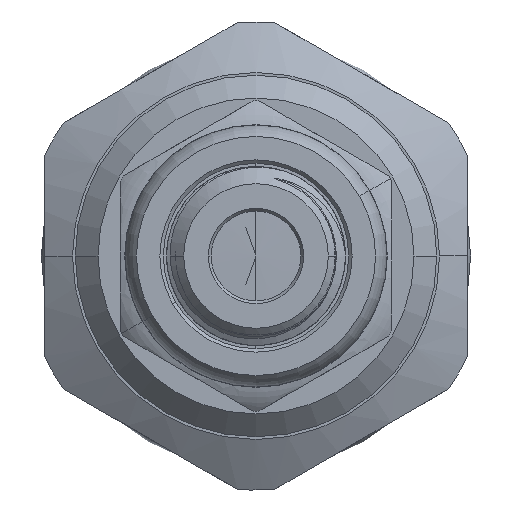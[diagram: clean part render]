
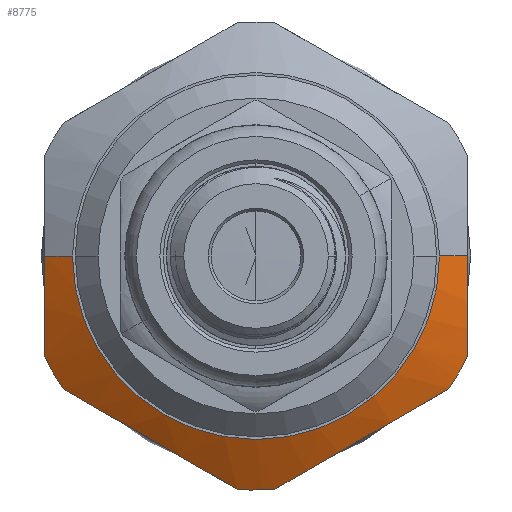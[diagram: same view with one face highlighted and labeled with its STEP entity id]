
A CAD part, left-side view. The second image highlights one B-rep face of the part: STEP entity #8775.
In plain terms, the highlighted conical face has half-angle 60 degrees and reference radius 9.642 mm.
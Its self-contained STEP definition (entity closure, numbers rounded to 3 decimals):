
#46 = CARTESIAN_POINT ( 'NONE',  ( 12.97, -11.11, -2.222 ) ) ;
#344 = CARTESIAN_POINT ( 'NONE',  ( 13.535, 0.984, -12.261 ) ) ;
#403 = CARTESIAN_POINT ( 'NONE',  ( 12.912, 4.004, -10.517 ) ) ;
#667 = CARTESIAN_POINT ( 'NONE',  ( 13.535, -10.126, -6.983 ) ) ;
#1101 = EDGE_CURVE ( 'NONE', #3012, #12366, #3938, .T. ) ;
#1203 = CIRCLE ( 'NONE', #7052, 12.3 ) ;
#1315 = CARTESIAN_POINT ( 'NONE',  ( 13.535, -11.11, -5.278 ) ) ;
#1430 = CARTESIAN_POINT ( 'NONE',  ( 12.848, 11.11, -0.443 ) ) ;
#1758 = CARTESIAN_POINT ( 'NONE',  ( 13.535, -0.984, -12.261 ) ) ;
#1838 = CARTESIAN_POINT ( 'NONE',  ( 12., 9.642, 0. ) ) ;
#1943 = CARTESIAN_POINT ( 'NONE',  ( 13.32, -9.377, -7.415 ) ) ;
#2227 = DIRECTION ( 'NONE',  ( 0., 1., 0. ) ) ;
#2763 = DIRECTION ( 'NONE',  ( 0., -1., 0. ) ) ;
#2779 = ORIENTED_EDGE ( 'NONE', *, *, #15443, .F. ) ;
#2973 = DIRECTION ( 'NONE',  ( -1., 0., 0. ) ) ;
#3012 = VERTEX_POINT ( 'NONE', #344 ) ;
#3119 = CARTESIAN_POINT ( 'NONE',  ( 13.32, -1.735, -11.827 ) ) ;
#3139 = ORIENTED_EDGE ( 'NONE', *, *, #1101, .F. ) ;
#3235 = ORIENTED_EDGE ( 'NONE', *, *, #11496, .T. ) ;
#3501 = DIRECTION ( 'NONE',  ( 0., -1., 0. ) ) ;
#3780 = CARTESIAN_POINT ( 'NONE',  ( 12.848, -11.11, -0.443 ) ) ;
#3938 = B_SPLINE_CURVE_WITH_KNOTS ( 'NONE', 3,
 ( #5355, #10420, #9128, #403, #10209, #11623, #4030, #13903, #9020, #5401, #11514, #12671 ),
 .UNSPECIFIED., .F., .F.,
 ( 4, 2, 2, 2, 2, 4 ),
 ( 0., 0.003, 0.006, 0.007, 0.008, 0.011 ),
 .UNSPECIFIED. ) ;
#3948 = CARTESIAN_POINT ( 'NONE',  ( 13.535, 11.11, -5.278 ) ) ;
#4030 = CARTESIAN_POINT ( 'NONE',  ( 12.862, 6.312, -9.184 ) ) ;
#4222 = ORIENTED_EDGE ( 'NONE', *, *, #7846, .F. ) ;
#4446 = AXIS2_PLACEMENT_3D ( 'NONE', #5231, #11497, #5335 ) ;
#4757 = FACE_OUTER_BOUND ( 'NONE', #10845, .T. ) ;
#4946 = CARTESIAN_POINT ( 'NONE',  ( 12.924, -11.11, -1.775 ) ) ;
#5009 = VERTEX_POINT ( 'NONE', #8360 ) ;
#5167 = ORIENTED_EDGE ( 'NONE', *, *, #5487, .T. ) ;
#5231 = CARTESIAN_POINT ( 'NONE',  ( 13.535, 0., 0. ) ) ;
#5260 = CIRCLE ( 'NONE', #4446, 12.3 ) ;
#5262 = DIRECTION ( 'NONE',  ( -1., 0., 0. ) ) ;
#5335 = DIRECTION ( 'NONE',  ( 0., -1., 0. ) ) ;
#5355 = CARTESIAN_POINT ( 'NONE',  ( 13.535, 0.984, -12.261 ) ) ;
#5357 = CIRCLE ( 'NONE', #9511, 12.3 ) ;
#5401 = CARTESIAN_POINT ( 'NONE',  ( 13.146, 8.617, -7.853 ) ) ;
#5487 = EDGE_CURVE ( 'NONE', #5009, #15541, #5260, .T. ) ;
#5607 = CARTESIAN_POINT ( 'NONE',  ( 12.848, -6.341, -9.168 ) ) ;
#5769 = CARTESIAN_POINT ( 'NONE',  ( 13.148, -8.623, -7.85 ) ) ;
#6104 = DIRECTION ( 'NONE',  ( -1., 0., 0. ) ) ;
#6130 = CARTESIAN_POINT ( 'NONE',  ( 12., 9.642, 0. ) ) ;
#6289 = VERTEX_POINT ( 'NONE', #12755 ) ;
#6363 = DIRECTION ( 'NONE',  ( 0.5, -0.866, 0. ) ) ;
#6418 = CARTESIAN_POINT ( 'NONE',  ( 13.322, 11.11, -4.42 ) ) ;
#7052 = AXIS2_PLACEMENT_3D ( 'NONE', #10468, #2973, #2763 ) ;
#7081 = ORIENTED_EDGE ( 'NONE', *, *, #9079, .T. ) ;
#7316 = VERTEX_POINT ( 'NONE', #6130 ) ;
#7322 = CARTESIAN_POINT ( 'NONE',  ( 12., 0., 0. ) ) ;
#7749 = ORIENTED_EDGE ( 'NONE', *, *, #15551, .F. ) ;
#7780 = B_SPLINE_CURVE_WITH_KNOTS ( 'NONE', 3,
 ( #15026, #3780, #12532, #4946, #46, #13648, #8821, #1315 ),
 .UNSPECIFIED., .F., .F.,
 ( 4, 2, 2, 4 ),
 ( 0.017, 0.018, 0.019, 0.022 ),
 .UNSPECIFIED. ) ;
#7795 = CARTESIAN_POINT ( 'NONE',  ( 12., -9.642, 0. ) ) ;
#7838 = AXIS2_PLACEMENT_3D ( 'NONE', #10998, #13487, #3501 ) ;
#7846 = EDGE_CURVE ( 'NONE', #7316, #6289, #15256, .T. ) ;
#8128 = CARTESIAN_POINT ( 'NONE',  ( 12.969, -3.64, -10.727 ) ) ;
#8360 = CARTESIAN_POINT ( 'NONE',  ( 13.535, -10.126, -6.983 ) ) ;
#8539 = VERTEX_POINT ( 'NONE', #1758 ) ;
#8643 = ORIENTED_EDGE ( 'NONE', *, *, #11369, .T. ) ;
#8775 = ADVANCED_FACE ( 'NONE', ( #4757 ), #11997, .T. ) ;
#8821 = CARTESIAN_POINT ( 'NONE',  ( 13.322, -11.11, -4.42 ) ) ;
#9020 = CARTESIAN_POINT ( 'NONE',  ( 12.969, 7.47, -8.516 ) ) ;
#9026 = B_SPLINE_CURVE_WITH_KNOTS ( 'NONE', 3,
 ( #3948, #6418, #15136, #12798, #9100, #15287, #1430, #10172 ),
 .UNSPECIFIED., .F., .F.,
 ( 4, 2, 2, 4 ),
 ( 0.007, 0.009, 0.011, 0.012 ),
 .UNSPECIFIED. ) ;
#9041 = CARTESIAN_POINT ( 'NONE',  ( 13.535, 0., 0. ) ) ;
#9079 = EDGE_CURVE ( 'NONE', #3012, #8539, #5357, .T. ) ;
#9100 = CARTESIAN_POINT ( 'NONE',  ( 12.924, 11.11, -1.775 ) ) ;
#9128 = CARTESIAN_POINT ( 'NONE',  ( 13.148, 2.487, -11.393 ) ) ;
#9385 = LINE ( 'NONE', #7795, #11126 ) ;
#9437 = CARTESIAN_POINT ( 'NONE',  ( 12.912, -7.106, -8.726 ) ) ;
#9511 = AXIS2_PLACEMENT_3D ( 'NONE', #9041, #5262, #11642 ) ;
#9869 = VERTEX_POINT ( 'NONE', #11301 ) ;
#10051 = B_SPLINE_CURVE_WITH_KNOTS ( 'NONE', 3,
 ( #667, #1943, #5769, #9437, #5607, #11778, #10679, #11937, #8128, #14264, #3119, #15523 ),
 .UNSPECIFIED., .F., .F.,
 ( 4, 2, 2, 2, 2, 4 ),
 ( 0., 0.003, 0.006, 0.007, 0.008, 0.011 ),
 .UNSPECIFIED. ) ;
#10124 = CARTESIAN_POINT ( 'NONE',  ( 13.535, -11.11, -5.278 ) ) ;
#10172 = CARTESIAN_POINT ( 'NONE',  ( 12.848, 11.11, 0. ) ) ;
#10209 = CARTESIAN_POINT ( 'NONE',  ( 12.848, 4.769, -10.076 ) ) ;
#10420 = CARTESIAN_POINT ( 'NONE',  ( 13.32, 1.733, -11.828 ) ) ;
#10468 = CARTESIAN_POINT ( 'NONE',  ( 13.535, 0., 0. ) ) ;
#10679 = CARTESIAN_POINT ( 'NONE',  ( 12.862, -4.798, -10.059 ) ) ;
#10845 = EDGE_LOOP ( 'NONE', ( #4222, #3235, #7749, #8643, #3139, #7081, #11828, #5167, #2779, #13597 ) ) ;
#10860 = CARTESIAN_POINT ( 'NONE',  ( 12.848, -11.11, 0. ) ) ;
#10998 = CARTESIAN_POINT ( 'NONE',  ( 12., 0., 0. ) ) ;
#11126 = VECTOR ( 'NONE', #6363, 1000. ) ;
#11301 = CARTESIAN_POINT ( 'NONE',  ( 12.848, 11.11, 0. ) ) ;
#11325 = CARTESIAN_POINT ( 'NONE',  ( 13.535, 11.11, -5.278 ) ) ;
#11369 = EDGE_CURVE ( 'NONE', #13151, #12366, #1203, .T. ) ;
#11496 = EDGE_CURVE ( 'NONE', #7316, #9869, #15672, .T. ) ;
#11497 = DIRECTION ( 'NONE',  ( -1., 0., 0. ) ) ;
#11514 = CARTESIAN_POINT ( 'NONE',  ( 13.32, 9.375, -7.416 ) ) ;
#11623 = CARTESIAN_POINT ( 'NONE',  ( 12.847, 5.924, -9.408 ) ) ;
#11642 = DIRECTION ( 'NONE',  ( 0., -1., 0. ) ) ;
#11778 = CARTESIAN_POINT ( 'NONE',  ( 12.847, -5.186, -9.835 ) ) ;
#11828 = ORIENTED_EDGE ( 'NONE', *, *, #15027, .F. ) ;
#11937 = CARTESIAN_POINT ( 'NONE',  ( 12.923, -4.024, -10.505 ) ) ;
#11997 = CONICAL_SURFACE ( 'NONE', #7838, 9.642, 1.047 ) ;
#12349 = VERTEX_POINT ( 'NONE', #10860 ) ;
#12366 = VERTEX_POINT ( 'NONE', #15756 ) ;
#12532 = CARTESIAN_POINT ( 'NONE',  ( 12.863, -11.11, -0.887 ) ) ;
#12671 = CARTESIAN_POINT ( 'NONE',  ( 13.535, 10.126, -6.983 ) ) ;
#12755 = CARTESIAN_POINT ( 'NONE',  ( 12., -9.642, 0. ) ) ;
#12798 = CARTESIAN_POINT ( 'NONE',  ( 12.97, 11.11, -2.222 ) ) ;
#13140 = VECTOR ( 'NONE', #15582, 1000. ) ;
#13143 = AXIS2_PLACEMENT_3D ( 'NONE', #7322, #6104, #2227 ) ;
#13151 = VERTEX_POINT ( 'NONE', #11325 ) ;
#13487 = DIRECTION ( 'NONE',  ( 1., 0., 0. ) ) ;
#13597 = ORIENTED_EDGE ( 'NONE', *, *, #15470, .F. ) ;
#13648 = CARTESIAN_POINT ( 'NONE',  ( 13.149, -11.11, -3.55 ) ) ;
#13903 = CARTESIAN_POINT ( 'NONE',  ( 12.923, 7.086, -8.738 ) ) ;
#14264 = CARTESIAN_POINT ( 'NONE',  ( 13.146, -2.493, -11.39 ) ) ;
#15026 = CARTESIAN_POINT ( 'NONE',  ( 12.848, -11.11, 0. ) ) ;
#15027 = EDGE_CURVE ( 'NONE', #5009, #8539, #10051, .T. ) ;
#15136 = CARTESIAN_POINT ( 'NONE',  ( 13.149, 11.11, -3.55 ) ) ;
#15256 = CIRCLE ( 'NONE', #13143, 9.642 ) ;
#15287 = CARTESIAN_POINT ( 'NONE',  ( 12.863, 11.11, -0.887 ) ) ;
#15443 = EDGE_CURVE ( 'NONE', #12349, #15541, #7780, .T. ) ;
#15470 = EDGE_CURVE ( 'NONE', #6289, #12349, #9385, .T. ) ;
#15523 = CARTESIAN_POINT ( 'NONE',  ( 13.535, -0.984, -12.261 ) ) ;
#15541 = VERTEX_POINT ( 'NONE', #10124 ) ;
#15551 = EDGE_CURVE ( 'NONE', #13151, #9869, #9026, .T. ) ;
#15582 = DIRECTION ( 'NONE',  ( 0.5, 0.866, 0. ) ) ;
#15672 = LINE ( 'NONE', #1838, #13140 ) ;
#15756 = CARTESIAN_POINT ( 'NONE',  ( 13.535, 10.126, -6.983 ) ) ;
